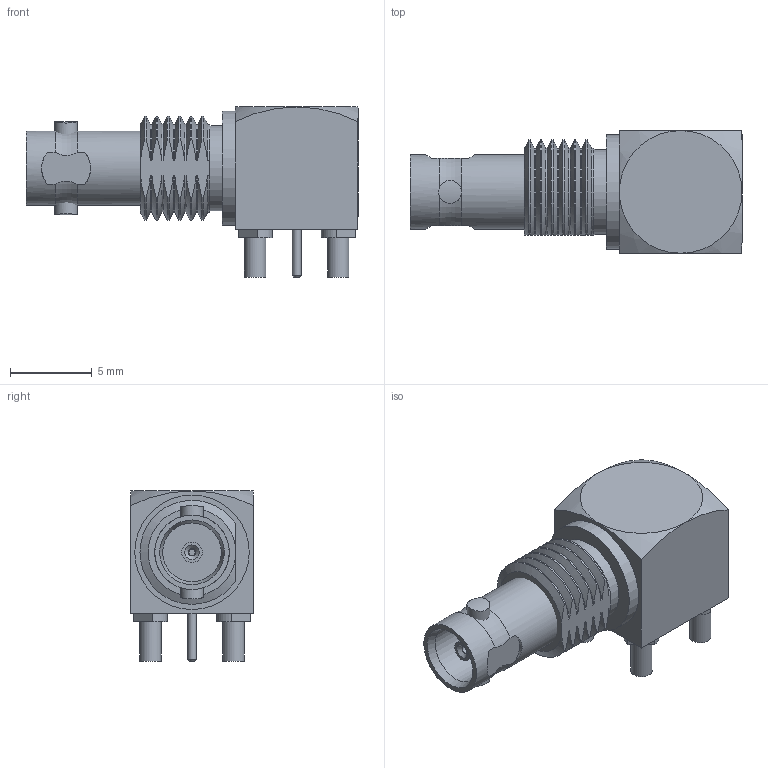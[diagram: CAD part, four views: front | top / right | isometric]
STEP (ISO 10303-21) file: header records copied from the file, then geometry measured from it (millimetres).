
FILE_DESCRIPTION(/* description */ (''),/* implementation_level */ '2;1');
FILE_NAME(/* name */ 'AMPHENOL_34-1030-12G_Part1.stp',/* time_stamp */ '2017-02-21T11:43:33+01:00',/* author */ ('jchouvet'),/* organization */ (''),/* preprocessor_version */ 'ST-DEVELOPER v16.1',/* originating_system */ 'AutoCAD Mechanical',/* authorisation */ '');
FILE_SCHEMA (('AUTOMOTIVE_DESIGN { 1 0 10303 214 3 1 1 }'));
Length unit declared in the file: millimetre
Products named in the file (1): Product
Bounding box: 20.3 x 7.5 x 10.4 mm (x, y, z)
Volume: 586.1 mm3; surface area: 1363.6 mm2
Topology: 25 solids, 25 shells, 166 faces, 337 edges, 222 vertices
Faces by surface type: plane 86, cylinder 52, cone 22, sphere 4, torus 2
Full cylindrical faces by diameter (mm): 0.39 x1, 0.45 x1, 0.53 x1, 0.59 x1, 1.25 x1, 1.3 x4, 1.4 x2, 3.59 x1, 3.6 x1, 4.55 x2, 4.7 x1, 5.2 x1, 5.6 x1, 5.7 x1, 7 x1
Entity records: 4332 total; most frequent: CARTESIAN_POINT 949, DIRECTION 717, ORIENTED_EDGE 614, EDGE_CURVE 307, AXIS2_PLACEMENT_3D 294, VERTEX_POINT 216, EDGE_LOOP 195, FACE_OUTER_BOUND 166
